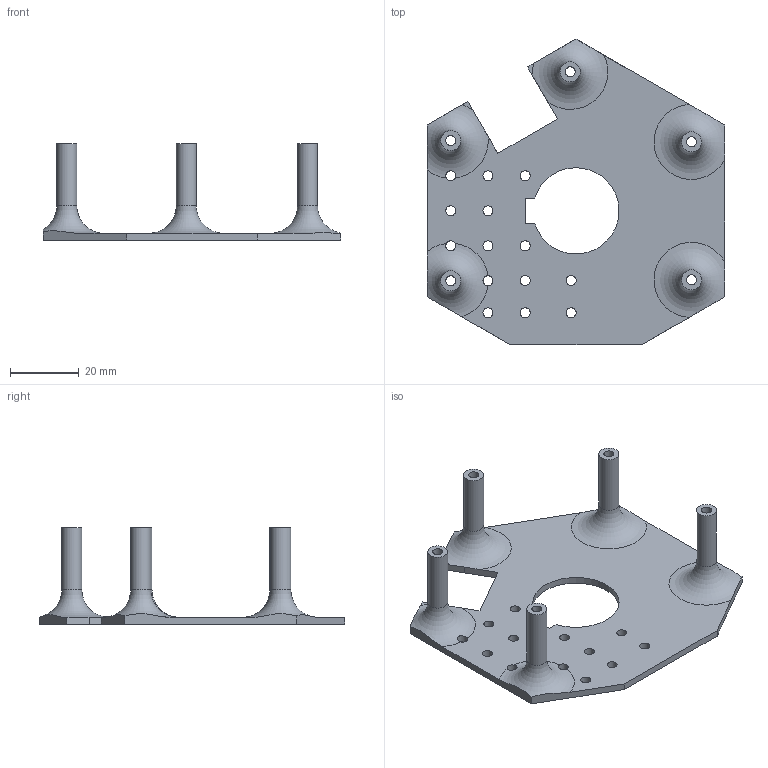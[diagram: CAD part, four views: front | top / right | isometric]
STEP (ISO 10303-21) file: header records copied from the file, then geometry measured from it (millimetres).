
FILE_DESCRIPTION(/* description */ ('STEP AP242','CAx-IF Rec.Pracs.---Representation and Presentation of Product Manufacturing Information (PMI)---4.0---2014-10-13','CAx-IF Rec.Pracs.---3D Tessellated Geometry---0.4---2014-09-14','2;1'),/* implementation_level */ '2;1');
FILE_NAME(/* name */ '681bb951a5712a4a9720892a',/* time_stamp */ '2025-05-07T19:49:38Z',/* author */ (''),/* organization */ (''),/* preprocessor_version */ 'ST-DEVELOPER v20',/* originating_system */ 'ONSHAPE BY PTC INC, 1.197',/* authorisation */ ' ');
FILE_SCHEMA (('AP242_MANAGED_MODEL_BASED_3D_ENGINEERING_MIM_LF { 1 0 10303 442 1 1 4 }'));
Length unit declared in the file: metre
Products named in the file (1): Part 1
Bounding box: 86.29 x 88.67 x 28 mm (x, y, z)
Volume: 15067.1 mm3; surface area: 15105.4 mm2
Topology: 1 solids, 1 shells, 55 faces, 174 edges, 118 vertices
Faces by surface type: plane 25, cylinder 25, torus 5
Full cylindrical faces by diameter (mm): 2.898 x1, 2.9 x14, 2.901 x3, 2.907 x1, 5.8 x5
Entity records: 1790 total; most frequent: CARTESIAN_POINT 363, DIRECTION 281, ORIENTED_EDGE 252, EDGE_CURVE 126, EDGE_LOOP 121, FACE_BOUND 121, AXIS2_PLACEMENT_3D 116, VERTEX_POINT 99
